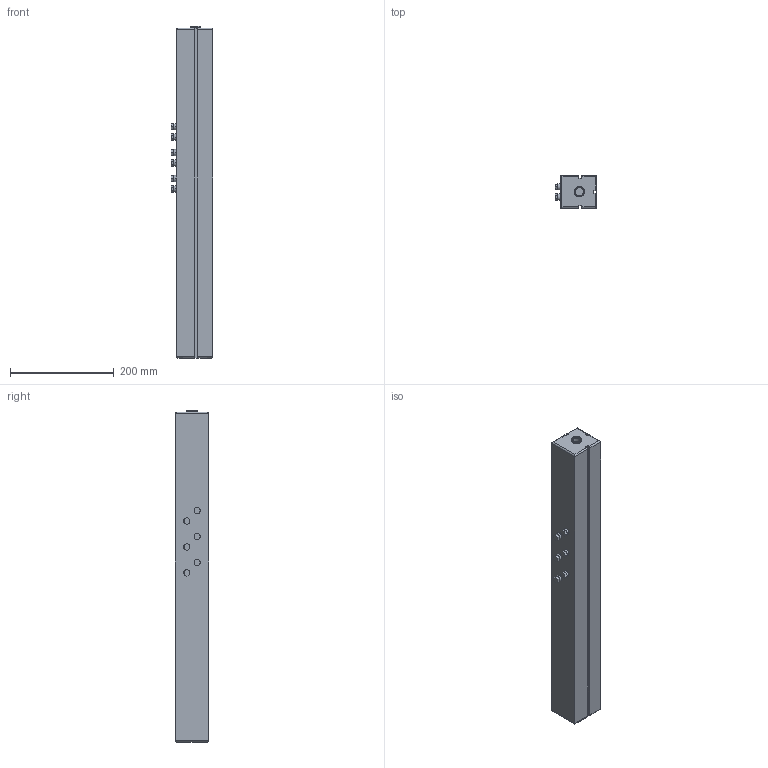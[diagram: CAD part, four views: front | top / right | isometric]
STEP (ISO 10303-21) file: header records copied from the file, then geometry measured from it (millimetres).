
FILE_DESCRIPTION((''),'2;1');
FILE_NAME('SLPCM10_R_F300115A','2006-01-03T',('Pepperl+Fuchs'),('Industriehansa'),'PRO/ENGINEER BY PARAMETRIC TECHNOLOGY CORPORATION, 2005290','PRO/ENGINEER BY PARAMETRIC TECHNOLOGY CORPORATION, 2005290','');
FILE_SCHEMA(('AUTOMOTIVE_DESIGN_CC2 { 1 2 10303 214 -1 1 5 2 }'));
Length unit declared in the file: millimetre
Products named in the file (1): SLPCM10_R_F300115A
Bounding box: 80 x 64 x 640 mm (x, y, z)
Volume: 2785915.3 mm3; surface area: 213997.4 mm2
Topology: 1 solids, 1 shells, 155 faces, 387 edges, 277 vertices
Faces by surface type: plane 123, cylinder 32
Entity records: 6969 total; most frequent: CARTESIAN_POINT 808, DIRECTION 781, ORIENTED_EDGE 692, PRESENTATION_STYLE_ASSIGNMENT 501, STYLED_ITEM 403, CURVE_STYLE 392, EDGE_CURVE 346, VECTOR 289
